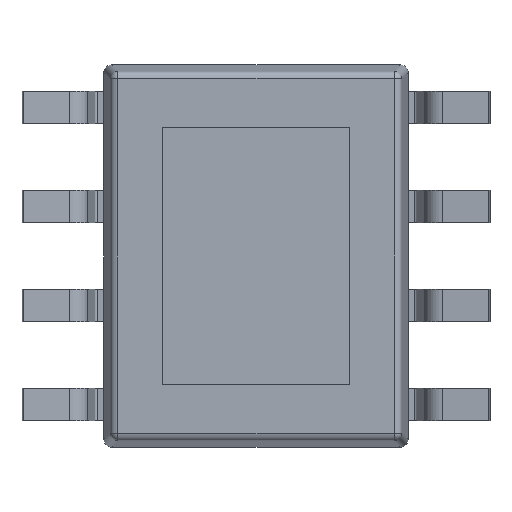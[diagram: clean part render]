
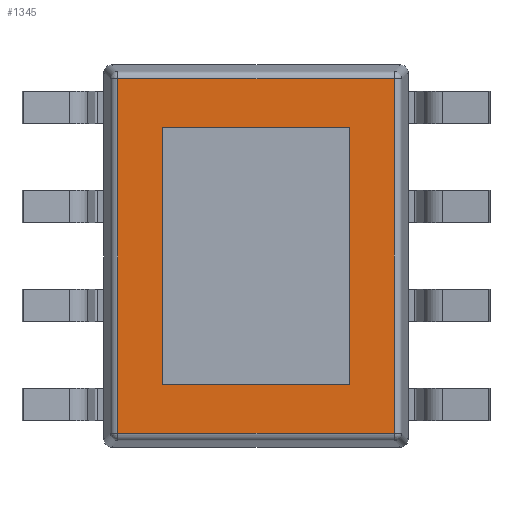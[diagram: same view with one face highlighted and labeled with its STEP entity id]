
A CAD part, front view. The second image highlights one B-rep face of the part: STEP entity #1345.
In plain terms, the highlighted planar face has unit normal (0, -1, 0).
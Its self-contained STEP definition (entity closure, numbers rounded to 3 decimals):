
#43 = ORIENTED_EDGE ( 'NONE', *, *, #1236, .F. ) ;
#44 = CARTESIAN_POINT ( 'NONE',  ( -1.77, 0.15, -2.357 ) ) ;
#73 = AXIS2_PLACEMENT_3D ( 'NONE', #3532, #2250, #4274 ) ;
#108 = LINE ( 'NONE', #3306, #3325 ) ;
#206 = CARTESIAN_POINT ( 'NONE',  ( 1.205, 0.15, -1.65 ) ) ;
#381 = DIRECTION ( 'NONE',  ( 0., 0., -1. ) ) ;
#450 = CARTESIAN_POINT ( 'NONE',  ( 1.77, 0.15, 2.27 ) ) ;
#498 = CARTESIAN_POINT ( 'NONE',  ( -1.857, 0.15, 2.27 ) ) ;
#604 = LINE ( 'NONE', #206, #4760 ) ;
#608 = DIRECTION ( 'NONE',  ( 1., 0., 0. ) ) ;
#619 = EDGE_CURVE ( 'NONE', #2208, #3791, #4796, .T. ) ;
#730 = VECTOR ( 'NONE', #1620, 1000. ) ;
#744 = ORIENTED_EDGE ( 'NONE', *, *, #3107, .F. ) ;
#1042 = VECTOR ( 'NONE', #2996, 1000. ) ;
#1176 = EDGE_LOOP ( 'NONE', ( #1984, #2308, #3944, #2678 ) ) ;
#1213 = LINE ( 'NONE', #498, #2243 ) ;
#1236 = EDGE_CURVE ( 'NONE', #3370, #3358, #604, .T. ) ;
#1302 = DIRECTION ( 'NONE',  ( 0., 0., -1. ) ) ;
#1345 = ADVANCED_FACE ( 'NONE', ( #1469, #4350 ), #2326, .T. ) ;
#1378 = DIRECTION ( 'NONE',  ( 0., 0., 1. ) ) ;
#1424 = EDGE_CURVE ( 'NONE', #3791, #1696, #1213, .T. ) ;
#1469 = FACE_OUTER_BOUND ( 'NONE', #1176, .T. ) ;
#1594 = EDGE_CURVE ( 'NONE', #1696, #2199, #3978, .T. ) ;
#1620 = DIRECTION ( 'NONE',  ( 0., 0., 1. ) ) ;
#1683 = CARTESIAN_POINT ( 'NONE',  ( -1.77, 0.15, 2.27 ) ) ;
#1696 = VERTEX_POINT ( 'NONE', #1683 ) ;
#1732 = CARTESIAN_POINT ( 'NONE',  ( 1.77, 0.15, 2.357 ) ) ;
#1807 = DIRECTION ( 'NONE',  ( 1., 0., 0. ) ) ;
#1836 = CARTESIAN_POINT ( 'NONE',  ( 1.857, 0.15, -2.27 ) ) ;
#1984 = ORIENTED_EDGE ( 'NONE', *, *, #1424, .T. ) ;
#2096 = VERTEX_POINT ( 'NONE', #4851 ) ;
#2151 = VECTOR ( 'NONE', #1378, 1000. ) ;
#2199 = VERTEX_POINT ( 'NONE', #3388 ) ;
#2208 = VERTEX_POINT ( 'NONE', #5104 ) ;
#2215 = CARTESIAN_POINT ( 'NONE',  ( 1.205, 0.15, 1.65 ) ) ;
#2243 = VECTOR ( 'NONE', #4785, 1000. ) ;
#2250 = DIRECTION ( 'NONE',  ( 0., -1., 0. ) ) ;
#2308 = ORIENTED_EDGE ( 'NONE', *, *, #1594, .T. ) ;
#2326 = PLANE ( 'NONE',  #73 ) ;
#2526 = CARTESIAN_POINT ( 'NONE',  ( -1.205, 0.15, 1.65 ) ) ;
#2678 = ORIENTED_EDGE ( 'NONE', *, *, #619, .T. ) ;
#2839 = CARTESIAN_POINT ( 'NONE',  ( -1.205, 0.15, -1.65 ) ) ;
#2911 = VECTOR ( 'NONE', #381, 1000. ) ;
#2996 = DIRECTION ( 'NONE',  ( -1., 0., 0. ) ) ;
#3055 = CARTESIAN_POINT ( 'NONE',  ( 1.205, 0.15, -1.65 ) ) ;
#3107 = EDGE_CURVE ( 'NONE', #2096, #3376, #3738, .T. ) ;
#3306 = CARTESIAN_POINT ( 'NONE',  ( -1.205, 0.15, -1.65 ) ) ;
#3325 = VECTOR ( 'NONE', #1302, 1000. ) ;
#3342 = LINE ( 'NONE', #1836, #3908 ) ;
#3358 = VERTEX_POINT ( 'NONE', #3055 ) ;
#3370 = VERTEX_POINT ( 'NONE', #2839 ) ;
#3376 = VERTEX_POINT ( 'NONE', #2526 ) ;
#3388 = CARTESIAN_POINT ( 'NONE',  ( -1.77, 0.15, -2.27 ) ) ;
#3532 = CARTESIAN_POINT ( 'NONE',  ( 0., 0.15, 0. ) ) ;
#3738 = LINE ( 'NONE', #2215, #1042 ) ;
#3791 = VERTEX_POINT ( 'NONE', #450 ) ;
#3868 = EDGE_CURVE ( 'NONE', #3358, #2096, #4928, .T. ) ;
#3890 = EDGE_CURVE ( 'NONE', #2199, #2208, #3342, .T. ) ;
#3908 = VECTOR ( 'NONE', #608, 1000. ) ;
#3944 = ORIENTED_EDGE ( 'NONE', *, *, #3890, .T. ) ;
#3978 = LINE ( 'NONE', #44, #2911 ) ;
#4194 = EDGE_LOOP ( 'NONE', ( #4296, #744, #4739, #43 ) ) ;
#4255 = EDGE_CURVE ( 'NONE', #3376, #3370, #108, .T. ) ;
#4274 = DIRECTION ( 'NONE',  ( 0., 0., -1. ) ) ;
#4296 = ORIENTED_EDGE ( 'NONE', *, *, #4255, .F. ) ;
#4350 = FACE_BOUND ( 'NONE', #4194, .T. ) ;
#4591 = CARTESIAN_POINT ( 'NONE',  ( 1.205, 0.15, -1.65 ) ) ;
#4739 = ORIENTED_EDGE ( 'NONE', *, *, #3868, .F. ) ;
#4760 = VECTOR ( 'NONE', #1807, 1000. ) ;
#4785 = DIRECTION ( 'NONE',  ( -1., 0., 0. ) ) ;
#4796 = LINE ( 'NONE', #1732, #730 ) ;
#4851 = CARTESIAN_POINT ( 'NONE',  ( 1.205, 0.15, 1.65 ) ) ;
#4928 = LINE ( 'NONE', #4591, #2151 ) ;
#5104 = CARTESIAN_POINT ( 'NONE',  ( 1.77, 0.15, -2.27 ) ) ;
